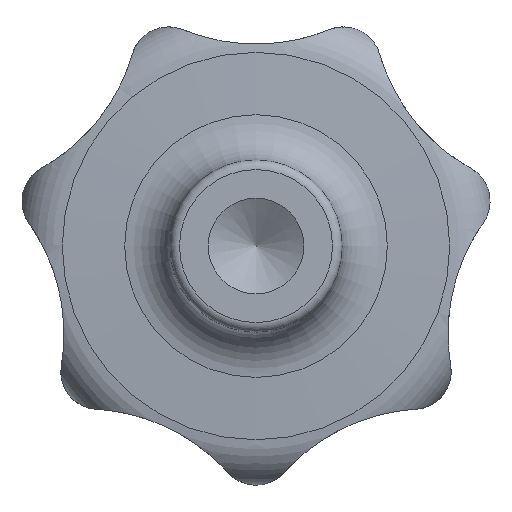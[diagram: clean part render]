
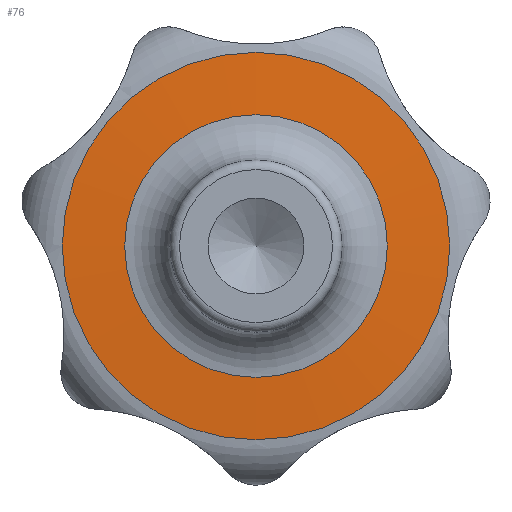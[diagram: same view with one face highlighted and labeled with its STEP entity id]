
A CAD part, front view. The second image highlights one B-rep face of the part: STEP entity #76.
In plain terms, the highlighted conical face has half-angle 87 degrees and reference radius 20.262 mm.
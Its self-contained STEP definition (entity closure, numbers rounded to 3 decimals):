
#76 = ADVANCED_FACE( '', ( #160, #161 ), #162, .T. );
#160 = FACE_BOUND( '', #249, .T. );
#161 = FACE_OUTER_BOUND( '', #250, .T. );
#162 = CONICAL_SURFACE( '', #251, 20.262, 1.518 );
#249 = EDGE_LOOP( '', ( #424 ) );
#250 = EDGE_LOOP( '', ( #425 ) );
#251 = AXIS2_PLACEMENT_3D( '', #426, #427, #428 );
#424 = ORIENTED_EDGE( '', *, *, #556, .F. );
#425 = ORIENTED_EDGE( '', *, *, #531, .T. );
#426 = CARTESIAN_POINT( '', ( 0., 17.007, 0. ) );
#427 = DIRECTION( '', ( 0., 1., 0. ) );
#428 = DIRECTION( '', ( 0., 0., 1. ) );
#531 = EDGE_CURVE( '', #642, #642, #643, .T. );
#556 = EDGE_CURVE( '', #677, #677, #678, .T. );
#642 = VERTEX_POINT( '', #1165 );
#643 = CIRCLE( '', #1166, 20.262 );
#677 = VERTEX_POINT( '', #1391 );
#678 = CIRCLE( '', #1392, 13.738 );
#1165 = CARTESIAN_POINT( '', ( 0., 17.007, -20.262 ) );
#1166 = AXIS2_PLACEMENT_3D( '', #1561, #1562, #1563 );
#1391 = CARTESIAN_POINT( '', ( 0., 16.665, -13.738 ) );
#1392 = AXIS2_PLACEMENT_3D( '', #1575, #1576, #1577 );
#1561 = CARTESIAN_POINT( '', ( 0., 17.007, 0. ) );
#1562 = DIRECTION( '', ( 0., -1., 0. ) );
#1563 = DIRECTION( '', ( 0., 0., -1. ) );
#1575 = CARTESIAN_POINT( '', ( 0., 16.665, 0. ) );
#1576 = DIRECTION( '', ( 0., -1., 0. ) );
#1577 = DIRECTION( '', ( 0., 0., -1. ) );
